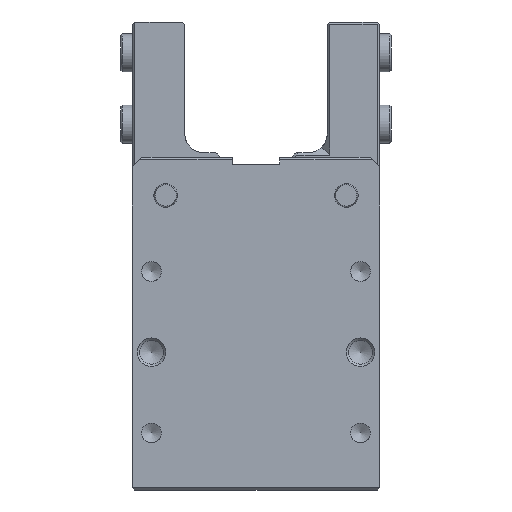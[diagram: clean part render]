
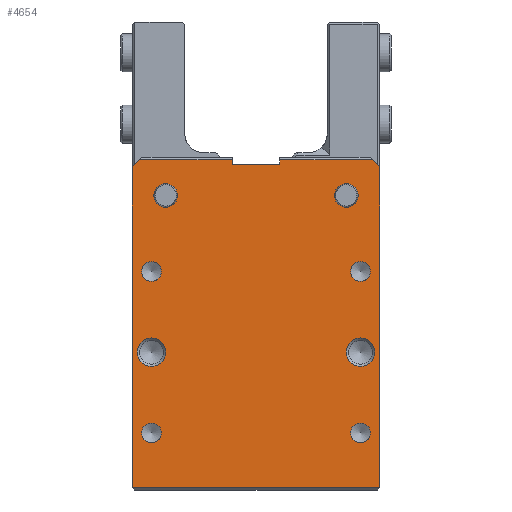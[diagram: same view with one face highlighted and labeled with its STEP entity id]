
A CAD part, front view. The second image highlights one B-rep face of the part: STEP entity #4654.
In plain terms, the highlighted face is planar.
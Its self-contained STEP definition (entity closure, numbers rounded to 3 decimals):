
#117=FACE_BOUND('',#710,.T.);
#118=FACE_BOUND('',#711,.T.);
#119=FACE_BOUND('',#712,.T.);
#120=FACE_BOUND('',#713,.T.);
#121=FACE_BOUND('',#714,.T.);
#122=FACE_BOUND('',#715,.T.);
#123=FACE_BOUND('',#716,.T.);
#124=FACE_BOUND('',#717,.T.);
#201=PLANE('',#5102);
#452=FACE_OUTER_BOUND('',#709,.T.);
#709=EDGE_LOOP('',(#3685,#3686,#3687,#3688,#3689,#3690,#3691,#3692,#3693,
#3694));
#710=EDGE_LOOP('',(#3695,#3696));
#711=EDGE_LOOP('',(#3697,#3698));
#712=EDGE_LOOP('',(#3699,#3700));
#713=EDGE_LOOP('',(#3701,#3702));
#714=EDGE_LOOP('',(#3703,#3704));
#715=EDGE_LOOP('',(#3705,#3706));
#716=EDGE_LOOP('',(#3707,#3708));
#717=EDGE_LOOP('',(#3709,#3710));
#1036=LINE('',#7377,#1500);
#1037=LINE('',#7379,#1501);
#1038=LINE('',#7381,#1502);
#1039=LINE('',#7383,#1503);
#1040=LINE('',#7385,#1504);
#1041=LINE('',#7387,#1505);
#1042=LINE('',#7389,#1506);
#1043=LINE('',#7391,#1507);
#1044=LINE('',#7393,#1508);
#1045=LINE('',#7394,#1509);
#1500=VECTOR('',#5963,1000.);
#1501=VECTOR('',#5964,1000.);
#1502=VECTOR('',#5965,1000.);
#1503=VECTOR('',#5966,1000.);
#1504=VECTOR('',#5967,1000.);
#1505=VECTOR('',#5968,1000.);
#1506=VECTOR('',#5969,1000.);
#1507=VECTOR('',#5970,1000.);
#1508=VECTOR('',#5971,1000.);
#1509=VECTOR('',#5972,1000.);
#1885=CIRCLE('',#5099,2.5);
#1886=CIRCLE('',#5100,2.5);
#1888=CIRCLE('',#5103,3.);
#1889=CIRCLE('',#5104,3.);
#1890=CIRCLE('',#5105,3.);
#1891=CIRCLE('',#5106,3.);
#1892=CIRCLE('',#5107,2.1);
#1893=CIRCLE('',#5108,2.1);
#1894=CIRCLE('',#5109,2.1);
#1895=CIRCLE('',#5110,2.1);
#1896=CIRCLE('',#5111,2.1);
#1897=CIRCLE('',#5112,2.1);
#1898=CIRCLE('',#5113,2.1);
#1899=CIRCLE('',#5114,2.1);
#1900=CIRCLE('',#5115,2.5);
#1901=CIRCLE('',#5116,2.5);
#2160=VERTEX_POINT('',#7368);
#2161=VERTEX_POINT('',#7370);
#2162=VERTEX_POINT('',#7375);
#2163=VERTEX_POINT('',#7376);
#2164=VERTEX_POINT('',#7378);
#2165=VERTEX_POINT('',#7380);
#2166=VERTEX_POINT('',#7382);
#2167=VERTEX_POINT('',#7384);
#2168=VERTEX_POINT('',#7386);
#2169=VERTEX_POINT('',#7388);
#2170=VERTEX_POINT('',#7390);
#2171=VERTEX_POINT('',#7392);
#2172=VERTEX_POINT('',#7395);
#2173=VERTEX_POINT('',#7396);
#2174=VERTEX_POINT('',#7399);
#2175=VERTEX_POINT('',#7400);
#2176=VERTEX_POINT('',#7403);
#2177=VERTEX_POINT('',#7404);
#2178=VERTEX_POINT('',#7407);
#2179=VERTEX_POINT('',#7408);
#2180=VERTEX_POINT('',#7411);
#2181=VERTEX_POINT('',#7412);
#2182=VERTEX_POINT('',#7415);
#2183=VERTEX_POINT('',#7416);
#2184=VERTEX_POINT('',#7419);
#2185=VERTEX_POINT('',#7420);
#2723=EDGE_CURVE('',#2161,#2160,#1885,.T.);
#2724=EDGE_CURVE('',#2160,#2161,#1886,.T.);
#2726=EDGE_CURVE('',#2162,#2163,#1036,.T.);
#2727=EDGE_CURVE('',#2162,#2164,#1037,.T.);
#2728=EDGE_CURVE('',#2165,#2164,#1038,.T.);
#2729=EDGE_CURVE('',#2166,#2165,#1039,.T.);
#2730=EDGE_CURVE('',#2167,#2166,#1040,.T.);
#2731=EDGE_CURVE('',#2167,#2168,#1041,.T.);
#2732=EDGE_CURVE('',#2169,#2168,#1042,.T.);
#2733=EDGE_CURVE('',#2170,#2169,#1043,.T.);
#2734=EDGE_CURVE('',#2171,#2170,#1044,.T.);
#2735=EDGE_CURVE('',#2163,#2171,#1045,.T.);
#2736=EDGE_CURVE('',#2172,#2173,#1888,.T.);
#2737=EDGE_CURVE('',#2173,#2172,#1889,.T.);
#2738=EDGE_CURVE('',#2174,#2175,#1890,.T.);
#2739=EDGE_CURVE('',#2175,#2174,#1891,.T.);
#2740=EDGE_CURVE('',#2176,#2177,#1892,.T.);
#2741=EDGE_CURVE('',#2177,#2176,#1893,.T.);
#2742=EDGE_CURVE('',#2178,#2179,#1894,.T.);
#2743=EDGE_CURVE('',#2179,#2178,#1895,.T.);
#2744=EDGE_CURVE('',#2180,#2181,#1896,.T.);
#2745=EDGE_CURVE('',#2181,#2180,#1897,.T.);
#2746=EDGE_CURVE('',#2182,#2183,#1898,.T.);
#2747=EDGE_CURVE('',#2183,#2182,#1899,.T.);
#2748=EDGE_CURVE('',#2184,#2185,#1900,.T.);
#2749=EDGE_CURVE('',#2185,#2184,#1901,.T.);
#3685=ORIENTED_EDGE('',*,*,#2726,.F.);
#3686=ORIENTED_EDGE('',*,*,#2727,.T.);
#3687=ORIENTED_EDGE('',*,*,#2728,.F.);
#3688=ORIENTED_EDGE('',*,*,#2729,.F.);
#3689=ORIENTED_EDGE('',*,*,#2730,.F.);
#3690=ORIENTED_EDGE('',*,*,#2731,.T.);
#3691=ORIENTED_EDGE('',*,*,#2732,.F.);
#3692=ORIENTED_EDGE('',*,*,#2733,.F.);
#3693=ORIENTED_EDGE('',*,*,#2734,.F.);
#3694=ORIENTED_EDGE('',*,*,#2735,.F.);
#3695=ORIENTED_EDGE('',*,*,#2736,.F.);
#3696=ORIENTED_EDGE('',*,*,#2737,.F.);
#3697=ORIENTED_EDGE('',*,*,#2738,.F.);
#3698=ORIENTED_EDGE('',*,*,#2739,.F.);
#3699=ORIENTED_EDGE('',*,*,#2740,.F.);
#3700=ORIENTED_EDGE('',*,*,#2741,.F.);
#3701=ORIENTED_EDGE('',*,*,#2742,.F.);
#3702=ORIENTED_EDGE('',*,*,#2743,.F.);
#3703=ORIENTED_EDGE('',*,*,#2744,.F.);
#3704=ORIENTED_EDGE('',*,*,#2745,.F.);
#3705=ORIENTED_EDGE('',*,*,#2746,.F.);
#3706=ORIENTED_EDGE('',*,*,#2747,.F.);
#3707=ORIENTED_EDGE('',*,*,#2723,.T.);
#3708=ORIENTED_EDGE('',*,*,#2724,.T.);
#3709=ORIENTED_EDGE('',*,*,#2748,.T.);
#3710=ORIENTED_EDGE('',*,*,#2749,.T.);
#4654=ADVANCED_FACE('',(#452,#117,#118,#119,#120,#121,#122,#123,#124),#201,
 .T.);
#5099=AXIS2_PLACEMENT_3D('',#7371,#5955,#5956);
#5100=AXIS2_PLACEMENT_3D('',#7372,#5957,#5958);
#5102=AXIS2_PLACEMENT_3D('',#7374,#5961,#5962);
#5103=AXIS2_PLACEMENT_3D('',#7397,#5973,#5974);
#5104=AXIS2_PLACEMENT_3D('',#7398,#5975,#5976);
#5105=AXIS2_PLACEMENT_3D('',#7401,#5977,#5978);
#5106=AXIS2_PLACEMENT_3D('',#7402,#5979,#5980);
#5107=AXIS2_PLACEMENT_3D('',#7405,#5981,#5982);
#5108=AXIS2_PLACEMENT_3D('',#7406,#5983,#5984);
#5109=AXIS2_PLACEMENT_3D('',#7409,#5985,#5986);
#5110=AXIS2_PLACEMENT_3D('',#7410,#5987,#5988);
#5111=AXIS2_PLACEMENT_3D('',#7413,#5989,#5990);
#5112=AXIS2_PLACEMENT_3D('',#7414,#5991,#5992);
#5113=AXIS2_PLACEMENT_3D('',#7417,#5993,#5994);
#5114=AXIS2_PLACEMENT_3D('',#7418,#5995,#5996);
#5115=AXIS2_PLACEMENT_3D('',#7421,#5997,#5998);
#5116=AXIS2_PLACEMENT_3D('',#7422,#5999,#6000);
#5955=DIRECTION('center_axis',(0.,0.,1.));
#5956=DIRECTION('ref_axis',(1.,0.,0.));
#5957=DIRECTION('center_axis',(0.,0.,1.));
#5958=DIRECTION('ref_axis',(1.,0.,0.));
#5961=DIRECTION('center_axis',(0.,0.,-1.));
#5962=DIRECTION('ref_axis',(-1.,0.,0.));
#5963=DIRECTION('',(0.707,0.707,0.));
#5964=DIRECTION('',(-1.,0.,0.));
#5965=DIRECTION('',(0.,-1.,0.));
#5966=DIRECTION('',(1.,0.,0.));
#5967=DIRECTION('',(0.,1.,0.));
#5968=DIRECTION('',(-1.,0.,0.));
#5969=DIRECTION('',(0.707,-0.707,0.));
#5970=DIRECTION('',(0.,-1.,0.));
#5971=DIRECTION('',(-1.,0.,0.));
#5972=DIRECTION('',(0.,1.,0.));
#5973=DIRECTION('center_axis',(0.,0.,-1.));
#5974=DIRECTION('ref_axis',(-1.,0.,0.));
#5975=DIRECTION('center_axis',(0.,0.,-1.));
#5976=DIRECTION('ref_axis',(-1.,0.,0.));
#5977=DIRECTION('center_axis',(0.,0.,-1.));
#5978=DIRECTION('ref_axis',(-1.,0.,0.));
#5979=DIRECTION('center_axis',(0.,0.,-1.));
#5980=DIRECTION('ref_axis',(-1.,0.,0.));
#5981=DIRECTION('center_axis',(0.,0.,-1.));
#5982=DIRECTION('ref_axis',(-1.,0.,0.));
#5983=DIRECTION('center_axis',(0.,0.,-1.));
#5984=DIRECTION('ref_axis',(-1.,0.,0.));
#5985=DIRECTION('center_axis',(0.,0.,-1.));
#5986=DIRECTION('ref_axis',(-1.,0.,0.));
#5987=DIRECTION('center_axis',(0.,0.,-1.));
#5988=DIRECTION('ref_axis',(-1.,0.,0.));
#5989=DIRECTION('center_axis',(0.,0.,-1.));
#5990=DIRECTION('ref_axis',(-1.,0.,0.));
#5991=DIRECTION('center_axis',(0.,0.,-1.));
#5992=DIRECTION('ref_axis',(-1.,0.,0.));
#5993=DIRECTION('center_axis',(0.,0.,-1.));
#5994=DIRECTION('ref_axis',(-1.,0.,0.));
#5995=DIRECTION('center_axis',(0.,0.,-1.));
#5996=DIRECTION('ref_axis',(-1.,0.,0.));
#5997=DIRECTION('center_axis',(0.,0.,1.));
#5998=DIRECTION('ref_axis',(1.,0.,0.));
#5999=DIRECTION('center_axis',(0.,0.,1.));
#6000=DIRECTION('ref_axis',(1.,0.,0.));
#7368=CARTESIAN_POINT('',(21.5,8.,-16.));
#7370=CARTESIAN_POINT('',(16.5,8.,-16.));
#7371=CARTESIAN_POINT('Origin',(19.,8.,-16.));
#7372=CARTESIAN_POINT('Origin',(19.,8.,-16.));
#7374=CARTESIAN_POINT('Origin',(-59.75,35.75,-16.));
#7375=CARTESIAN_POINT('',(24.5,0.5,-16.));
#7376=CARTESIAN_POINT('',(26.,2.,-16.));
#7377=CARTESIAN_POINT('',(24.,0.,-16.));
#7378=CARTESIAN_POINT('',(5.,0.5,-16.));
#7379=CARTESIAN_POINT('',(26.,0.5,-16.));
#7380=CARTESIAN_POINT('',(5.,1.5,-16.));
#7381=CARTESIAN_POINT('',(5.,1.5,-16.));
#7382=CARTESIAN_POINT('',(-5.,1.5,-16.));
#7383=CARTESIAN_POINT('',(-5.,1.5,-16.));
#7384=CARTESIAN_POINT('',(-5.,0.5,-16.));
#7385=CARTESIAN_POINT('',(-5.,1.5,-16.));
#7386=CARTESIAN_POINT('',(-24.5,0.5,-16.));
#7387=CARTESIAN_POINT('',(26.,0.5,-16.));
#7388=CARTESIAN_POINT('',(-26.,2.,-16.));
#7389=CARTESIAN_POINT('',(-26.,2.,-16.));
#7390=CARTESIAN_POINT('',(-26.,69.5,-16.));
#7391=CARTESIAN_POINT('',(-26.,69.5,-16.));
#7392=CARTESIAN_POINT('',(26.,69.5,-16.));
#7393=CARTESIAN_POINT('',(26.,69.5,-16.));
#7394=CARTESIAN_POINT('',(26.,69.5,-16.));
#7395=CARTESIAN_POINT('',(19.,41.,-16.));
#7396=CARTESIAN_POINT('',(25.,41.,-16.));
#7397=CARTESIAN_POINT('Origin',(22.,41.,-16.));
#7398=CARTESIAN_POINT('Origin',(22.,41.,-16.));
#7399=CARTESIAN_POINT('',(-25.,41.,-16.));
#7400=CARTESIAN_POINT('',(-19.,41.,-16.));
#7401=CARTESIAN_POINT('Origin',(-22.,41.,-16.));
#7402=CARTESIAN_POINT('Origin',(-22.,41.,-16.));
#7403=CARTESIAN_POINT('',(19.9,58.,-16.));
#7404=CARTESIAN_POINT('',(24.1,58.,-16.));
#7405=CARTESIAN_POINT('Origin',(22.,58.,-16.));
#7406=CARTESIAN_POINT('Origin',(22.,58.,-16.));
#7407=CARTESIAN_POINT('',(-24.1,58.,-16.));
#7408=CARTESIAN_POINT('',(-19.9,58.,-16.));
#7409=CARTESIAN_POINT('Origin',(-22.,58.,-16.));
#7410=CARTESIAN_POINT('Origin',(-22.,58.,-16.));
#7411=CARTESIAN_POINT('',(-24.1,24.,-16.));
#7412=CARTESIAN_POINT('',(-19.9,24.,-16.));
#7413=CARTESIAN_POINT('Origin',(-22.,24.,-16.));
#7414=CARTESIAN_POINT('Origin',(-22.,24.,-16.));
#7415=CARTESIAN_POINT('',(19.9,24.,-16.));
#7416=CARTESIAN_POINT('',(24.1,24.,-16.));
#7417=CARTESIAN_POINT('Origin',(22.,24.,-16.));
#7418=CARTESIAN_POINT('Origin',(22.,24.,-16.));
#7419=CARTESIAN_POINT('',(-21.5,8.,-16.));
#7420=CARTESIAN_POINT('',(-16.5,8.,-16.));
#7421=CARTESIAN_POINT('Origin',(-19.,8.,-16.));
#7422=CARTESIAN_POINT('Origin',(-19.,8.,-16.));
